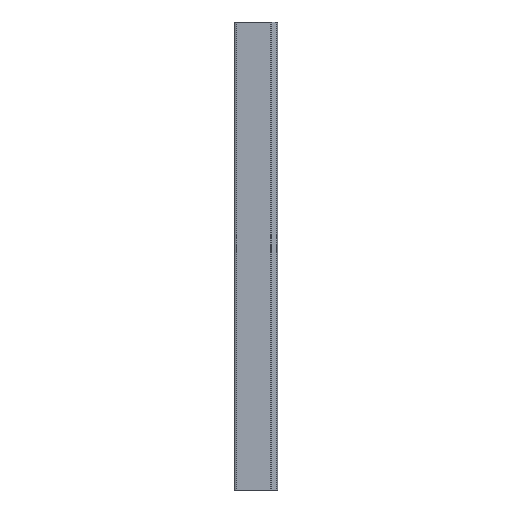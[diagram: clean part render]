
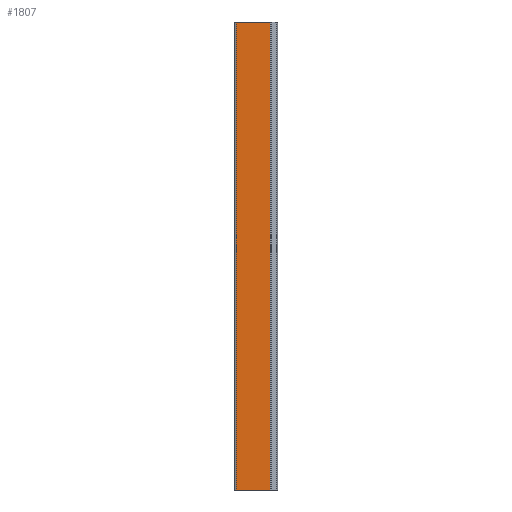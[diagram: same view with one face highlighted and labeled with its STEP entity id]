
A CAD part, left-side view. The second image highlights one B-rep face of the part: STEP entity #1807.
In plain terms, the highlighted planar face has unit normal (-1, 0, 0).
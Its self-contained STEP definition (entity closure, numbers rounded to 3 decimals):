
#38=PLANE('',#2016);
#111=FACE_OUTER_BOUND('',#206,.T.);
#206=EDGE_LOOP('',(#1459,#1460,#1461,#1462));
#390=LINE('',#2807,#550);
#470=LINE('',#3070,#630);
#471=LINE('',#3073,#631);
#472=LINE('',#3074,#632);
#550=VECTOR('',#2210,10.);
#630=VECTOR('',#2492,10.);
#631=VECTOR('',#2495,10.);
#632=VECTOR('',#2496,10.);
#745=VERTEX_POINT('',#2804);
#746=VERTEX_POINT('',#2806);
#828=VERTEX_POINT('',#3068);
#829=VERTEX_POINT('',#3072);
#937=EDGE_CURVE('',#745,#746,#390,.T.);
#1069=EDGE_CURVE('',#828,#745,#470,.T.);
#1070=EDGE_CURVE('',#829,#828,#471,.T.);
#1071=EDGE_CURVE('',#829,#746,#472,.T.);
#1459=ORIENTED_EDGE('',*,*,#1069,.F.);
#1460=ORIENTED_EDGE('',*,*,#1070,.F.);
#1461=ORIENTED_EDGE('',*,*,#1071,.T.);
#1462=ORIENTED_EDGE('',*,*,#937,.F.);
#1807=ADVANCED_FACE('',(#111),#38,.T.);
#2016=AXIS2_PLACEMENT_3D('',#3071,#2493,#2494);
#2210=DIRECTION('',(0.,1.,0.));
#2492=DIRECTION('',(0.,0.,-1.));
#2493=DIRECTION('center_axis',(-1.,0.,0.));
#2494=DIRECTION('ref_axis',(0.,-1.,0.));
#2495=DIRECTION('',(0.,-1.,0.));
#2496=DIRECTION('',(0.,0.,-1.));
#2804=CARTESIAN_POINT('',(-18.8,-56.799,-500.));
#2806=CARTESIAN_POINT('',(-18.8,16.,-500.));
#2807=CARTESIAN_POINT('',(-18.8,-56.799,-500.));
#3068=CARTESIAN_POINT('',(-18.8,-56.799,500.));
#3070=CARTESIAN_POINT('',(-18.8,-56.799,0.));
#3071=CARTESIAN_POINT('Origin',(-18.8,16.,0.));
#3072=CARTESIAN_POINT('',(-18.8,16.,500.));
#3073=CARTESIAN_POINT('',(-18.8,-56.799,500.));
#3074=CARTESIAN_POINT('',(-18.8,16.,0.));
